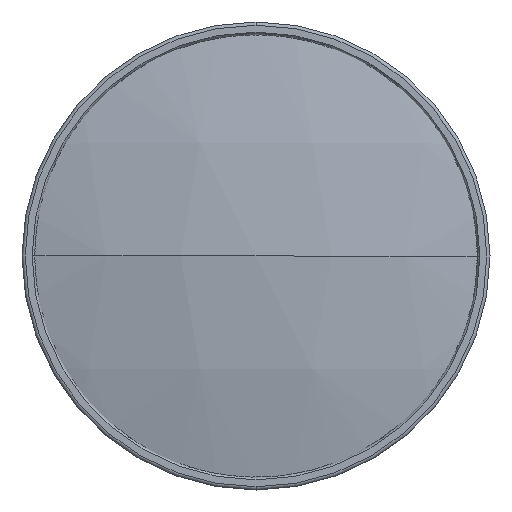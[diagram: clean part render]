
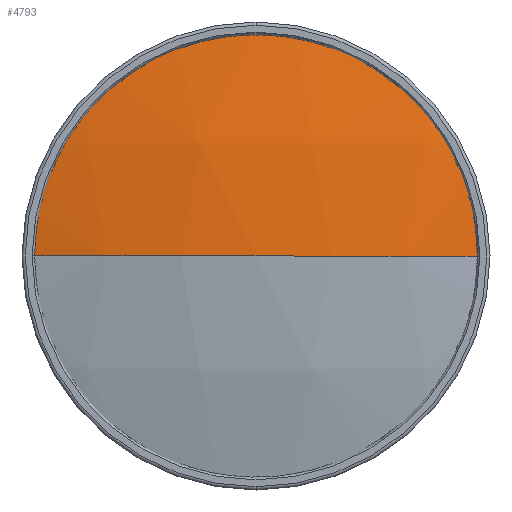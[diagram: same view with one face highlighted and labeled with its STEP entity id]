
A CAD part, left-side view. The second image highlights one B-rep face of the part: STEP entity #4793.
In plain terms, the highlighted spherical face has radius 300.64 mm.
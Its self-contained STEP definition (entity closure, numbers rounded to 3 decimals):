
#605 = CARTESIAN_POINT ( 'NONE',  ( -29.042, 410.476, 0. ) ) ;
#606 = CARTESIAN_POINT ( 'NONE',  ( -36.95, 341.976, 0. ) ) ;
#608 = CARTESIAN_POINT ( 'NONE',  ( -29.042, 273.476, 0. ) ) ;
#1191 = DIRECTION ( 'NONE',  ( 0., -1., 0. ) ) ;
#1192 = CARTESIAN_POINT ( 'NONE',  ( 263.69, 341.976, 0. ) ) ;
#1193 = DIRECTION ( 'NONE',  ( 0., 0., 1. ) ) ;
#1530 = AXIS2_PLACEMENT_3D ( 'NONE', #1192, #1193, #1191 ) ;
#1798 = AXIS2_PLACEMENT_3D ( 'NONE', #2359, #2377, #2376 ) ;
#1799 = CIRCLE ( 'NONE', #1798, 300.64 ) ;
#1800 = AXIS2_PLACEMENT_3D ( 'NONE', #2370, #2369, #2368 ) ;
#1802 = AXIS2_PLACEMENT_3D ( 'NONE', #2373, #2374, #2367 ) ;
#1803 = CIRCLE ( 'NONE', #1802, 300.64 ) ;
#1809 = CIRCLE ( 'NONE', #1800, 68.5 ) ;
#2359 = CARTESIAN_POINT ( 'NONE',  ( 263.69, 341.976, 0. ) ) ;
#2367 = DIRECTION ( 'NONE',  ( 0., 1., 0. ) ) ;
#2368 = DIRECTION ( 'NONE',  ( 0., 0., -1. ) ) ;
#2369 = DIRECTION ( 'NONE',  ( -1., 0., 0. ) ) ;
#2370 = CARTESIAN_POINT ( 'NONE',  ( -29.042, 341.976, 0. ) ) ;
#2373 = CARTESIAN_POINT ( 'NONE',  ( 263.69, 341.976, 0. ) ) ;
#2374 = DIRECTION ( 'NONE',  ( 0., 0., -1. ) ) ;
#2376 = DIRECTION ( 'NONE',  ( 0., -1., 0. ) ) ;
#2377 = DIRECTION ( 'NONE',  ( 0., 0., 1. ) ) ;
#3846 = EDGE_LOOP ( 'NONE', ( #3883, #3915, #3916 ) ) ;
#3883 = ORIENTED_EDGE ( 'NONE', *, *, #4926, .T. ) ;
#3915 = ORIENTED_EDGE ( 'NONE', *, *, #4927, .T. ) ;
#3916 = ORIENTED_EDGE ( 'NONE', *, *, #4925, .F. ) ;
#3963 = VERTEX_POINT ( 'NONE', #608 ) ;
#3965 = VERTEX_POINT ( 'NONE', #605 ) ;
#3966 = VERTEX_POINT ( 'NONE', #606 ) ;
#4200 = FACE_OUTER_BOUND ( 'NONE', #3846, .T. ) ;
#4211 = SPHERICAL_SURFACE ( 'NONE', #1530, 300.64 ) ;
#4793 = ADVANCED_FACE ( 'NONE', ( #4200 ), #4211, .T. ) ;
#4925 = EDGE_CURVE ( 'NONE', #3963, #3966, #1803, .T. ) ;
#4926 = EDGE_CURVE ( 'NONE', #3963, #3965, #1809, .T. ) ;
#4927 = EDGE_CURVE ( 'NONE', #3965, #3966, #1799, .T. ) ;
